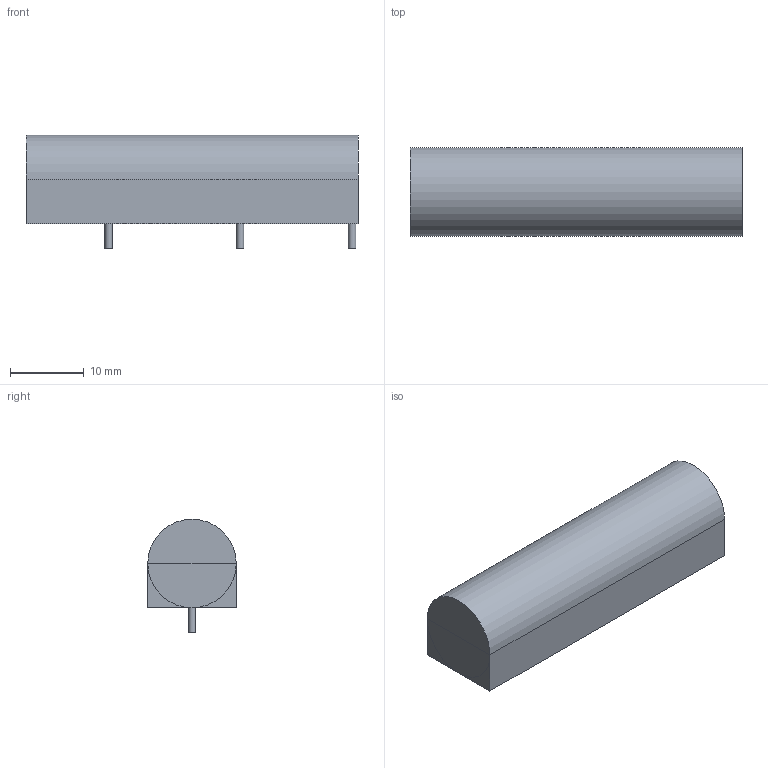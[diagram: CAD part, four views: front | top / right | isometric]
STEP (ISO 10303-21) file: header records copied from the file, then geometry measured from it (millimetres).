
FILE_DESCRIPTION(('FreeCAD Model'),'2;1');
FILE_NAME('Open CASCADE Shape Model','2022-12-21T10:45:53',('Author'),( ''),'Open CASCADE STEP processor 7.5','FreeCAD','Unknown');
FILE_SCHEMA(('AUTOMOTIVE_DESIGN { 1 0 10303 214 1 1 1 1 }'));
Length unit declared in the file: millimetre
Products named in the file (1): Group001
Bounding box: 45 x 12 x 15.4 mm (x, y, z)
Volume: 5792.7 mm3; surface area: 2217.4 mm2
Topology: 1 solids, 1 shells, 19 faces, 36 edges, 19 vertices
Faces by surface type: plane 15, cylinder 4
Full cylindrical faces by diameter (mm): 1 x3
Entity records: 955 total; most frequent: DIRECTION 163, CARTESIAN_POINT 147, LINE 74, VECTOR 74, ORIENTED_EDGE 72, PCURVE 72, DEFINITIONAL_REPRESENTATION 72, EDGE_CURVE 36
